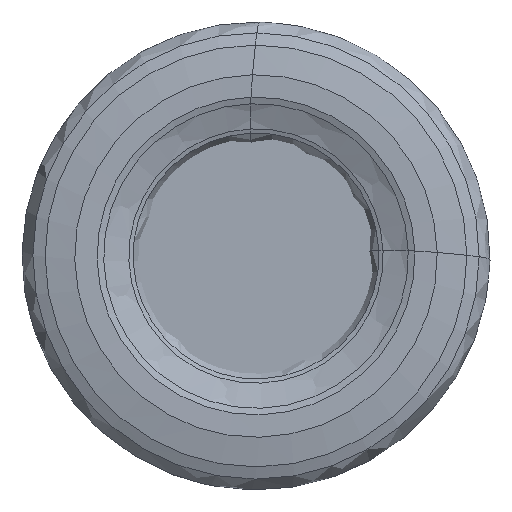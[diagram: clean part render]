
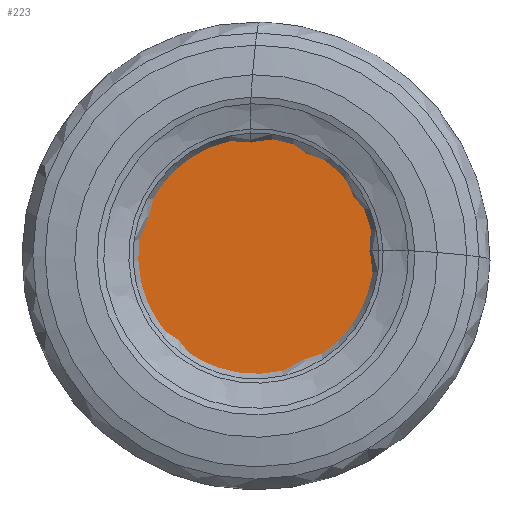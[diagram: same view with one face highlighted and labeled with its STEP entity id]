
A CAD part, left-side view. The second image highlights one B-rep face of the part: STEP entity #223.
In plain terms, the highlighted planar face has unit normal (-1, 0, 0).
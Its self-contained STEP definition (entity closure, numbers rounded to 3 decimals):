
#168=PLANE('',#808);
#170=FACE_OUTER_BOUND('',#317,.T.);
#223=ADVANCED_FACE('',(#170),#168,.F.);
#317=EDGE_LOOP('',(#387));
#387=ORIENTED_EDGE('',*,*,#633,.T.);
#577=VERTEX_POINT('',#1086);
#633=EDGE_CURVE('',#577,#577,#731,.T.);
#731=CIRCLE('',#807,13.588);
#807=AXIS2_PLACEMENT_3D('',#1085,#901,#902);
#808=AXIS2_PLACEMENT_3D('',#1087,#903,#904);
#901=DIRECTION('',(-1.,0.,0.));
#902=DIRECTION('',(0.,0.,1.));
#903=DIRECTION('',(1.,0.,0.));
#904=DIRECTION('',(0.,0.,-1.));
#1085=CARTESIAN_POINT('',(2.5,0.,0.));
#1086=CARTESIAN_POINT('',(2.5,0.,13.588));
#1087=CARTESIAN_POINT('',(2.5,13.588,0.));
